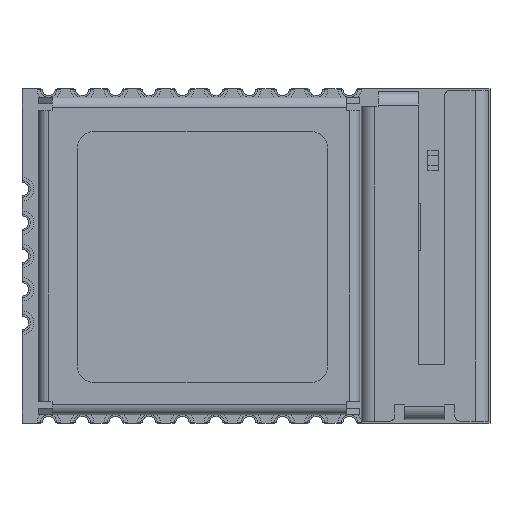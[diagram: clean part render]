
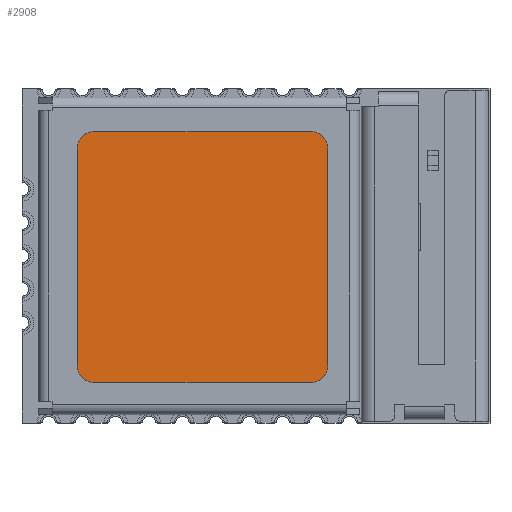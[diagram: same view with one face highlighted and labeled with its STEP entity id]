
A CAD part, top view. The second image highlights one B-rep face of the part: STEP entity #2908.
In plain terms, the highlighted planar face has unit normal (0, 0, 1).
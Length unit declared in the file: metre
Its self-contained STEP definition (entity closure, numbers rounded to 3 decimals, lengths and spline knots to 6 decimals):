
#2908=ADVANCED_FACE('',(#5060),#5061,.T.);
#5060=FACE_OUTER_BOUND('',#7070,.T.);
#5061=PLANE('',#7071);
#7070=EDGE_LOOP('',(#10519,#10520,#10521,#10522,#10523,#10524,#10525,#10526));
#7071=AXIS2_PLACEMENT_3D('',#10527,#10528,#10529);
#10519=ORIENTED_EDGE('',*,*,#14274,.T.);
#10520=ORIENTED_EDGE('',*,*,#14077,.T.);
#10521=ORIENTED_EDGE('',*,*,#14275,.T.);
#10522=ORIENTED_EDGE('',*,*,#12967,.T.);
#10523=ORIENTED_EDGE('',*,*,#14240,.T.);
#10524=ORIENTED_EDGE('',*,*,#14276,.T.);
#10525=ORIENTED_EDGE('',*,*,#14277,.T.);
#10526=ORIENTED_EDGE('',*,*,#14278,.T.);
#10527=CARTESIAN_POINT('',(-0.00603,-0.00289,-0.000664));
#10528=DIRECTION('',(0.0,0.0,1.0));
#10529=DIRECTION('',(1.0,0.0,0.0));
#12967=EDGE_CURVE('',#14921,#14922,#14923,.T.);
#14077=EDGE_CURVE('',#16718,#16719,#16720,.T.);
#14240=EDGE_CURVE('',#14922,#16951,#16952,.T.);
#14274=EDGE_CURVE('',#17000,#16718,#17001,.T.);
#14275=EDGE_CURVE('',#16719,#14921,#17002,.T.);
#14276=EDGE_CURVE('',#16951,#17003,#17004,.T.);
#14277=EDGE_CURVE('',#17003,#17005,#17006,.T.);
#14278=EDGE_CURVE('',#17005,#17000,#17007,.T.);
#14921=VERTEX_POINT('',#17761);
#14922=VERTEX_POINT('',#17762);
#14923=CIRCLE('',#17763,0.0005);
#16718=VERTEX_POINT('',#20309);
#16719=VERTEX_POINT('',#20310);
#16720=CIRCLE('',#20311,0.0005);
#16951=VERTEX_POINT('',#20635);
#16952=LINE('',#20636,#20637);
#17000=VERTEX_POINT('',#20701);
#17001=LINE('',#20702,#20703);
#17002=LINE('',#20704,#20705);
#17003=VERTEX_POINT('',#20706);
#17004=CIRCLE('',#20707,0.0005);
#17005=VERTEX_POINT('',#20708);
#17006=LINE('',#20709,#20710);
#17007=CIRCLE('',#20711,0.0005);
#17761=CARTESIAN_POINT('',(-0.00553,0.00461,-0.000664));
#17762=CARTESIAN_POINT('',(-0.00603,0.00411,-0.000664));
#17763=AXIS2_PLACEMENT_3D('',#21676,#21677,#21678);
#20309=CARTESIAN_POINT('',(0.00147,0.00411,-0.000664));
#20310=CARTESIAN_POINT('',(0.00097,0.00461,-0.000664));
#20311=AXIS2_PLACEMENT_3D('',#22772,#22773,#22774);
#20635=CARTESIAN_POINT('',(-0.00603,-0.00239,-0.000664));
#20636=CARTESIAN_POINT('',(-0.00603,0.00461,-0.000664));
#20637=VECTOR('',#22961,1.0);
#20701=CARTESIAN_POINT('',(0.00147,-0.00239,-0.000664));
#20702=CARTESIAN_POINT('',(0.00147,-0.00289,-0.000664));
#20703=VECTOR('',#23002,1.0);
#20704=CARTESIAN_POINT('',(0.00147,0.00461,-0.000664));
#20705=VECTOR('',#23003,1.0);
#20706=CARTESIAN_POINT('',(-0.00553,-0.00289,-0.000664));
#20707=AXIS2_PLACEMENT_3D('',#23004,#23005,#23006);
#20708=CARTESIAN_POINT('',(0.00097,-0.00289,-0.000664));
#20709=CARTESIAN_POINT('',(-0.00603,-0.00289,-0.000664));
#20710=VECTOR('',#23007,1.0);
#20711=AXIS2_PLACEMENT_3D('',#23008,#23009,#23010);
#21676=CARTESIAN_POINT('',(-0.00553,0.00411,-0.000664));
#21677=DIRECTION('',(0.0,0.0,1.0));
#21678=DIRECTION('',(1.0,0.0,0.0));
#22772=CARTESIAN_POINT('',(0.00097,0.00411,-0.000664));
#22773=DIRECTION('',(0.0,0.0,1.0));
#22774=DIRECTION('',(1.0,0.0,0.0));
#22961=DIRECTION('',(0.0,-1.0,0.0));
#23002=DIRECTION('',(0.0,1.0,0.0));
#23003=DIRECTION('',(-1.0,0.0,0.0));
#23004=CARTESIAN_POINT('',(-0.00553,-0.00239,-0.000664));
#23005=DIRECTION('',(0.0,0.0,1.0));
#23006=DIRECTION('',(1.0,0.0,0.0));
#23007=DIRECTION('',(1.0,0.0,0.0));
#23008=CARTESIAN_POINT('',(0.00097,-0.00239,-0.000664));
#23009=DIRECTION('',(0.0,0.0,1.0));
#23010=DIRECTION('',(1.0,0.0,0.0));
